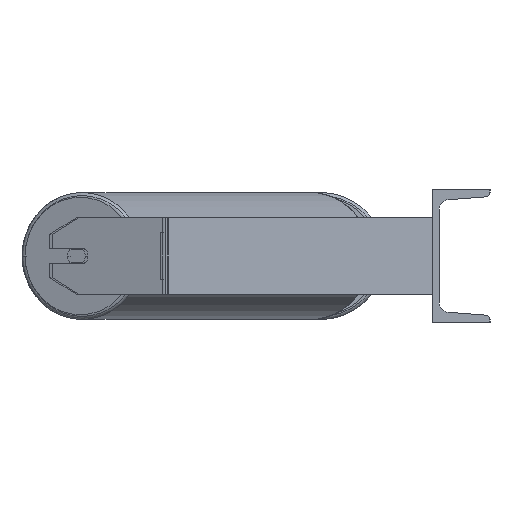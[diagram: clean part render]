
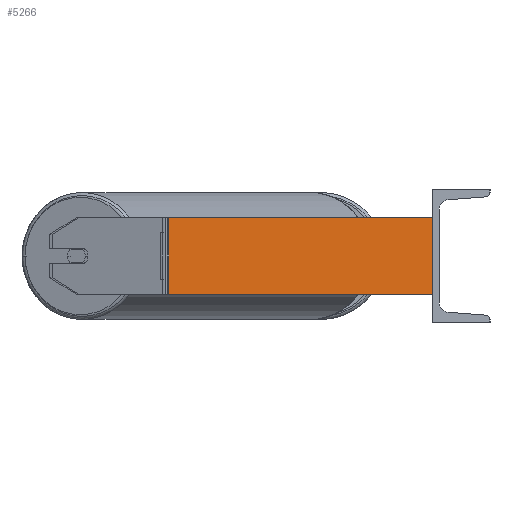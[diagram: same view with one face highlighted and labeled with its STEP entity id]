
A CAD part, left-side view. The second image highlights one B-rep face of the part: STEP entity #5266.
In plain terms, the highlighted planar face has unit normal (-0.996, -0.087, 0).
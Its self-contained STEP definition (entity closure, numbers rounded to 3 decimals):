
#5 = VECTOR ( 'NONE', #2613, 1000. ) ;
#80 = CARTESIAN_POINT ( 'NONE',  ( -1085., 0., 40. ) ) ;
#548 = CARTESIAN_POINT ( 'NONE',  ( -1109.481, 279.821, -40. ) ) ;
#761 = VERTEX_POINT ( 'NONE', #4933 ) ;
#828 = DIRECTION ( 'NONE',  ( 0., 0., -1. ) ) ;
#1115 = ORIENTED_EDGE ( 'NONE', *, *, #5847, .F. ) ;
#1216 = EDGE_LOOP ( 'NONE', ( #8052, #4924, #1115, #5336 ) ) ;
#1305 = PLANE ( 'NONE',  #6750 ) ;
#1645 = VECTOR ( 'NONE', #828, 1000. ) ;
#1796 = LINE ( 'NONE', #6038, #5015 ) ;
#1951 = CARTESIAN_POINT ( 'NONE',  ( -1109.172, 276.288, 40. ) ) ;
#1993 = DIRECTION ( 'NONE',  ( 0., 0., -1. ) ) ;
#2613 = DIRECTION ( 'NONE',  ( 0.087, -0.996, 0. ) ) ;
#3271 = EDGE_CURVE ( 'NONE', #4036, #8655, #6234, .T. ) ;
#3416 = DIRECTION ( 'NONE',  ( 0.996, 0.087, 0. ) ) ;
#3453 = EDGE_CURVE ( 'NONE', #761, #8655, #6412, .T. ) ;
#3497 = CARTESIAN_POINT ( 'NONE',  ( -1109.481, 279.821, 40. ) ) ;
#4036 = VERTEX_POINT ( 'NONE', #4802 ) ;
#4802 = CARTESIAN_POINT ( 'NONE',  ( -1109.172, 276.288, -40. ) ) ;
#4897 = CARTESIAN_POINT ( 'NONE',  ( -1109.172, 276.288, 40. ) ) ;
#4924 = ORIENTED_EDGE ( 'NONE', *, *, #3453, .F. ) ;
#4933 = CARTESIAN_POINT ( 'NONE',  ( -1085., 0., 40. ) ) ;
#5015 = VECTOR ( 'NONE', #8077, 1000. ) ;
#5044 = CARTESIAN_POINT ( 'NONE',  ( -1085., 0., -40. ) ) ;
#5266 = ADVANCED_FACE ( 'NONE', ( #7813 ), #1305, .F. ) ;
#5336 = ORIENTED_EDGE ( 'NONE', *, *, #7036, .T. ) ;
#5847 = EDGE_CURVE ( 'NONE', #7022, #761, #1796, .T. ) ;
#6038 = CARTESIAN_POINT ( 'NONE',  ( -1109.481, 279.821, 40. ) ) ;
#6234 = LINE ( 'NONE', #548, #5 ) ;
#6412 = LINE ( 'NONE', #80, #1645 ) ;
#6750 = AXIS2_PLACEMENT_3D ( 'NONE', #3497, #3416, #6934 ) ;
#6934 = DIRECTION ( 'NONE',  ( -0.087, 0.996, 0. ) ) ;
#7022 = VERTEX_POINT ( 'NONE', #1951 ) ;
#7036 = EDGE_CURVE ( 'NONE', #7022, #4036, #8430, .T. ) ;
#7813 = FACE_OUTER_BOUND ( 'NONE', #1216, .T. ) ;
#8052 = ORIENTED_EDGE ( 'NONE', *, *, #3271, .T. ) ;
#8077 = DIRECTION ( 'NONE',  ( 0.087, -0.996, 0. ) ) ;
#8430 = LINE ( 'NONE', #4897, #8727 ) ;
#8655 = VERTEX_POINT ( 'NONE', #5044 ) ;
#8727 = VECTOR ( 'NONE', #1993, 1000. ) ;
